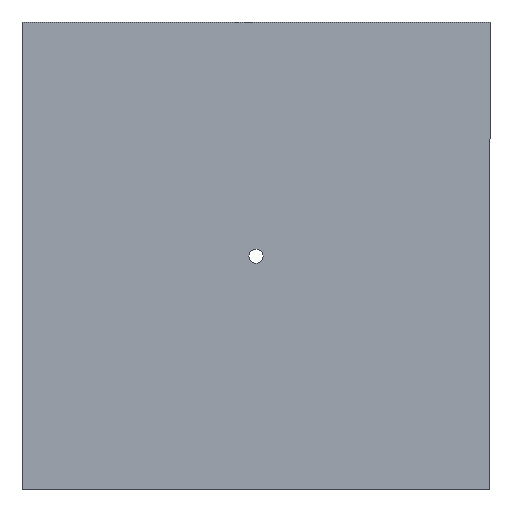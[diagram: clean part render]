
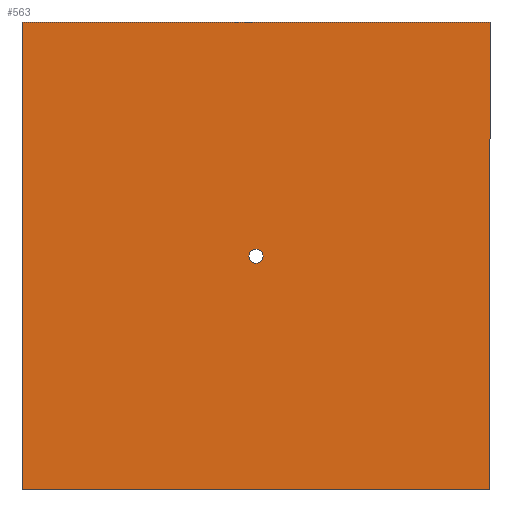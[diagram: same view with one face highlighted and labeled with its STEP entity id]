
A CAD part, front view. The second image highlights one B-rep face of the part: STEP entity #563.
In plain terms, the highlighted planar face has unit normal (0, -1, 0).
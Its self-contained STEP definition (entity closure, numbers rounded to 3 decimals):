
#9 = ORIENTED_EDGE ( 'NONE', *, *, #782, .F. ) ;
#14 = CARTESIAN_POINT ( 'NONE',  ( -21.221, 0., 14.65 ) ) ;
#23 = DIRECTION ( 'NONE',  ( 0., 0., 1. ) ) ;
#71 = AXIS2_PLACEMENT_3D ( 'NONE', #797, #577, #132 ) ;
#81 = EDGE_LOOP ( 'NONE', ( #312, #878 ) ) ;
#88 = DIRECTION ( 'NONE',  ( 0., 0., 1. ) ) ;
#132 = DIRECTION ( 'NONE',  ( 0., 0., 1. ) ) ;
#160 = CIRCLE ( 'NONE', #71, 1.5 ) ;
#206 = VERTEX_POINT ( 'NONE', #734 ) ;
#232 = AXIS2_PLACEMENT_3D ( 'NONE', #235, #1151, #23 ) ;
#235 = CARTESIAN_POINT ( 'NONE',  ( -21.221, 0., 13.15 ) ) ;
#264 = DIRECTION ( 'NONE',  ( 0., 0., -1. ) ) ;
#312 = ORIENTED_EDGE ( 'NONE', *, *, #866, .T. ) ;
#335 = ORIENTED_EDGE ( 'NONE', *, *, #1051, .F. ) ;
#365 = CARTESIAN_POINT ( 'NONE',  ( -71.22, 0., -36.829 ) ) ;
#416 = FACE_BOUND ( 'NONE', #81, .T. ) ;
#433 = VERTEX_POINT ( 'NONE', #630 ) ;
#479 = ORIENTED_EDGE ( 'NONE', *, *, #1255, .F. ) ;
#496 = VECTOR ( 'NONE', #264, 1000. ) ;
#541 = CARTESIAN_POINT ( 'NONE',  ( 0., 0., 0. ) ) ;
#543 = CIRCLE ( 'NONE', #232, 1.5 ) ;
#563 = ADVANCED_FACE ( 'NONE', ( #416, #771 ), #1126, .F. ) ;
#577 = DIRECTION ( 'NONE',  ( 0., 1., 0. ) ) ;
#630 = CARTESIAN_POINT ( 'NONE',  ( 28.78, 0., 63.171 ) ) ;
#659 = VECTOR ( 'NONE', #1180, 1000. ) ;
#678 = CARTESIAN_POINT ( 'NONE',  ( -71.22, 0., -36.829 ) ) ;
#685 = DIRECTION ( 'NONE',  ( 0., 0., 1. ) ) ;
#734 = CARTESIAN_POINT ( 'NONE',  ( -71.22, 0., 63.171 ) ) ;
#757 = VERTEX_POINT ( 'NONE', #1144 ) ;
#771 = FACE_OUTER_BOUND ( 'NONE', #1377, .T. ) ;
#782 = EDGE_CURVE ( 'NONE', #818, #206, #1047, .T. ) ;
#785 = CARTESIAN_POINT ( 'NONE',  ( -71.22, 0., -36.829 ) ) ;
#788 = VERTEX_POINT ( 'NONE', #917 ) ;
#797 = CARTESIAN_POINT ( 'NONE',  ( -21.221, 0., 13.15 ) ) ;
#818 = VERTEX_POINT ( 'NONE', #365 ) ;
#866 = EDGE_CURVE ( 'NONE', #870, #788, #160, .T. ) ;
#870 = VERTEX_POINT ( 'NONE', #14 ) ;
#878 = ORIENTED_EDGE ( 'NONE', *, *, #909, .T. ) ;
#909 = EDGE_CURVE ( 'NONE', #788, #870, #543, .T. ) ;
#917 = CARTESIAN_POINT ( 'NONE',  ( -21.221, 0., 11.65 ) ) ;
#948 = LINE ( 'NONE', #1061, #659 ) ;
#1004 = EDGE_CURVE ( 'NONE', #757, #818, #1375, .T. ) ;
#1047 = LINE ( 'NONE', #785, #1291 ) ;
#1051 = EDGE_CURVE ( 'NONE', #206, #433, #948, .T. ) ;
#1061 = CARTESIAN_POINT ( 'NONE',  ( -71.22, 0., 63.171 ) ) ;
#1079 = VECTOR ( 'NONE', #1257, 1000. ) ;
#1126 = PLANE ( 'NONE',  #1263 ) ;
#1144 = CARTESIAN_POINT ( 'NONE',  ( 28.78, 0., -36.829 ) ) ;
#1151 = DIRECTION ( 'NONE',  ( 0., 1., 0. ) ) ;
#1162 = ORIENTED_EDGE ( 'NONE', *, *, #1004, .F. ) ;
#1180 = DIRECTION ( 'NONE',  ( 1., 0., 0. ) ) ;
#1246 = DIRECTION ( 'NONE',  ( 0., 1., 0. ) ) ;
#1255 = EDGE_CURVE ( 'NONE', #433, #757, #1297, .T. ) ;
#1257 = DIRECTION ( 'NONE',  ( -1., 0., 0. ) ) ;
#1263 = AXIS2_PLACEMENT_3D ( 'NONE', #541, #1246, #88 ) ;
#1291 = VECTOR ( 'NONE', #685, 1000. ) ;
#1297 = LINE ( 'NONE', #1306, #496 ) ;
#1306 = CARTESIAN_POINT ( 'NONE',  ( 28.78, 0., -36.829 ) ) ;
#1375 = LINE ( 'NONE', #678, #1079 ) ;
#1377 = EDGE_LOOP ( 'NONE', ( #9, #1162, #479, #335 ) ) ;
